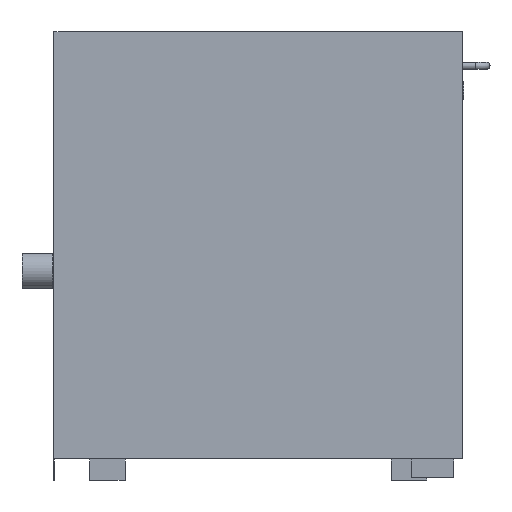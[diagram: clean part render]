
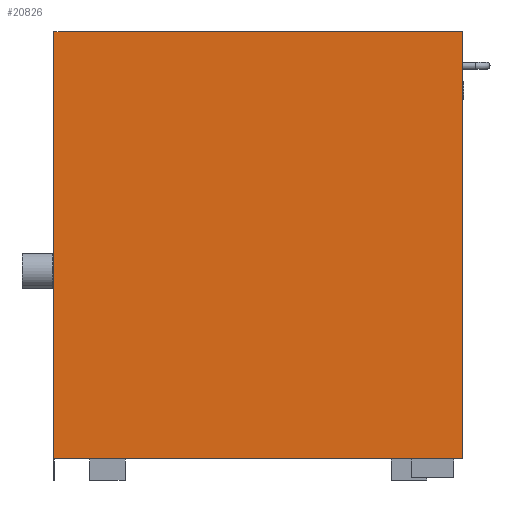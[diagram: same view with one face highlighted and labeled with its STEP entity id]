
A CAD part, left-side view. The second image highlights one B-rep face of the part: STEP entity #20826.
In plain terms, the highlighted planar face has unit normal (-1, 0, 0).
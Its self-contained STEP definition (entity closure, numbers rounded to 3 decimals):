
#1483=FACE_OUTER_BOUND('',#2646,.T.);
#2646=EDGE_LOOP('',(#13468,#13469,#13470,#13471,#13472,#13473));
#4005=LINE('',#27449,#6155);
#4007=LINE('',#27453,#6157);
#4098=LINE('',#27642,#6248);
#4150=LINE('',#27774,#6300);
#4151=LINE('',#27776,#6301);
#4152=LINE('',#27777,#6302);
#6155=VECTOR('',#23124,10.);
#6157=VECTOR('',#23128,10.);
#6248=VECTOR('',#23285,10.);
#6300=VECTOR('',#23419,10.);
#6301=VECTOR('',#23420,10.);
#6302=VECTOR('',#23421,10.);
#8298=VERTEX_POINT('',#27445);
#8299=VERTEX_POINT('',#27447);
#8300=VERTEX_POINT('',#27451);
#8365=VERTEX_POINT('',#27640);
#8404=VERTEX_POINT('',#27773);
#8405=VERTEX_POINT('',#27775);
#10259=EDGE_CURVE('',#8298,#8299,#4005,.T.);
#10261=EDGE_CURVE('',#8300,#8299,#4007,.T.);
#10354=EDGE_CURVE('',#8365,#8300,#4098,.T.);
#10414=EDGE_CURVE('',#8404,#8365,#4150,.T.);
#10415=EDGE_CURVE('',#8405,#8404,#4151,.T.);
#10416=EDGE_CURVE('',#8298,#8405,#4152,.T.);
#13468=ORIENTED_EDGE('',*,*,#10414,.F.);
#13469=ORIENTED_EDGE('',*,*,#10415,.F.);
#13470=ORIENTED_EDGE('',*,*,#10416,.F.);
#13471=ORIENTED_EDGE('',*,*,#10259,.T.);
#13472=ORIENTED_EDGE('',*,*,#10261,.F.);
#13473=ORIENTED_EDGE('',*,*,#10354,.F.);
#18972=PLANE('',#22083);
#20826=ADVANCED_FACE('',(#1483),#18972,.T.);
#22083=AXIS2_PLACEMENT_3D('',#27772,#23417,#23418);
#23124=DIRECTION('',(0.,-1.,0.));
#23128=DIRECTION('',(0.,0.,-1.));
#23285=DIRECTION('',(0.,1.,0.));
#23417=DIRECTION('center_axis',(-1.,0.,0.));
#23418=DIRECTION('ref_axis',(0.,-1.,0.));
#23419=DIRECTION('',(0.,0.,-1.));
#23420=DIRECTION('',(0.,-1.,0.));
#23421=DIRECTION('',(0.,0.,1.));
#27445=CARTESIAN_POINT('',(-701.,287.,-330.44));
#27447=CARTESIAN_POINT('',(-701.,286.9,-330.44));
#27449=CARTESIAN_POINT('',(-701.,287.,-330.44));
#27451=CARTESIAN_POINT('',(-701.,286.9,-300.44));
#27453=CARTESIAN_POINT('',(-701.,286.9,-330.44));
#27640=CARTESIAN_POINT('',(-701.,-287.,-300.44));
#27642=CARTESIAN_POINT('',(-701.,287.,-300.44));
#27772=CARTESIAN_POINT('Origin',(-701.,287.,0.));
#27773=CARTESIAN_POINT('',(-701.,-287.,300.44));
#27774=CARTESIAN_POINT('',(-701.,-287.,0.));
#27775=CARTESIAN_POINT('',(-701.,287.,300.44));
#27776=CARTESIAN_POINT('',(-701.,287.,300.44));
#27777=CARTESIAN_POINT('',(-701.,287.,0.));
